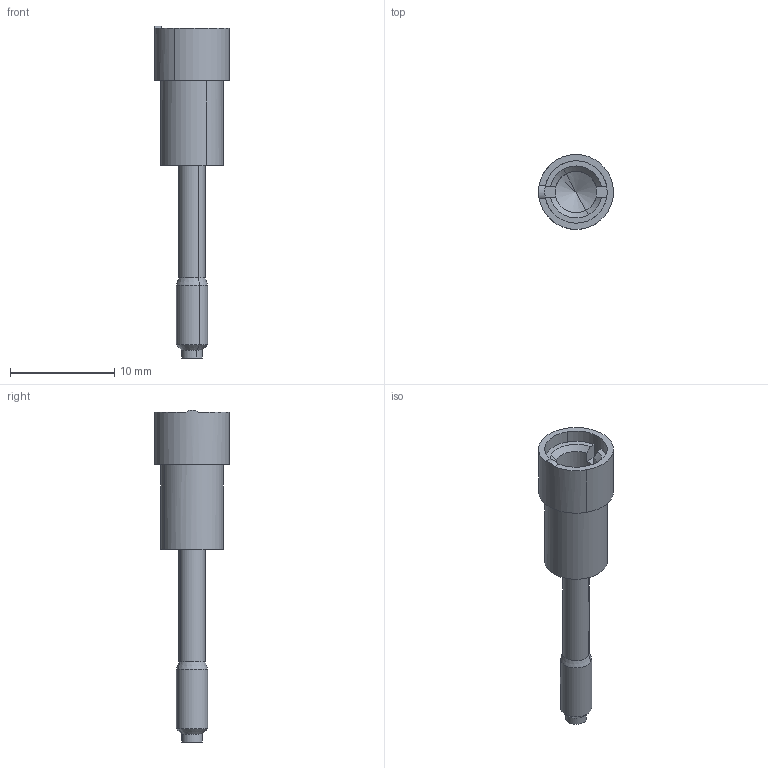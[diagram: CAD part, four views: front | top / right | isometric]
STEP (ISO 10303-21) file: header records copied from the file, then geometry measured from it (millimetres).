
FILE_DESCRIPTION(('CATIA V5R20 STEP214'),'2;1');
FILE_NAME ('6656934_2', '2014-12-10T09:58:28+00:00', ('Weidmueller Interface'), ('Weidmueller'), 'CATIA Version 5 Release 20 SP 5 (IN-10)', 'CATIA V5 STEP AP214', 'none');
FILE_SCHEMA(('AUTOMOTIVE_DESIGN { 1 0 10303 214 1 1 1 1 }'));
Length unit declared in the file: millimetre
Products named in the file (1): 0341200000_STB_30-5_IH-BL
Bounding box: 7.2 x 7.2 x 31.9 mm (x, y, z)
Volume: 371.5 mm3; surface area: 795.2 mm2
Topology: 2 solids, 2 shells, 37 faces, 92 edges, 57 vertices
Faces by surface type: cylinder 15, plane 12, cone 10
Entity records: 1014 total; most frequent: CARTESIAN_POINT 189, ORIENTED_EDGE 180, DIRECTION 126, EDGE_CURVE 90, AXIS2_PLACEMENT_3D 66, VERTEX_POINT 57, CIRCLE 44, VECTOR 40
